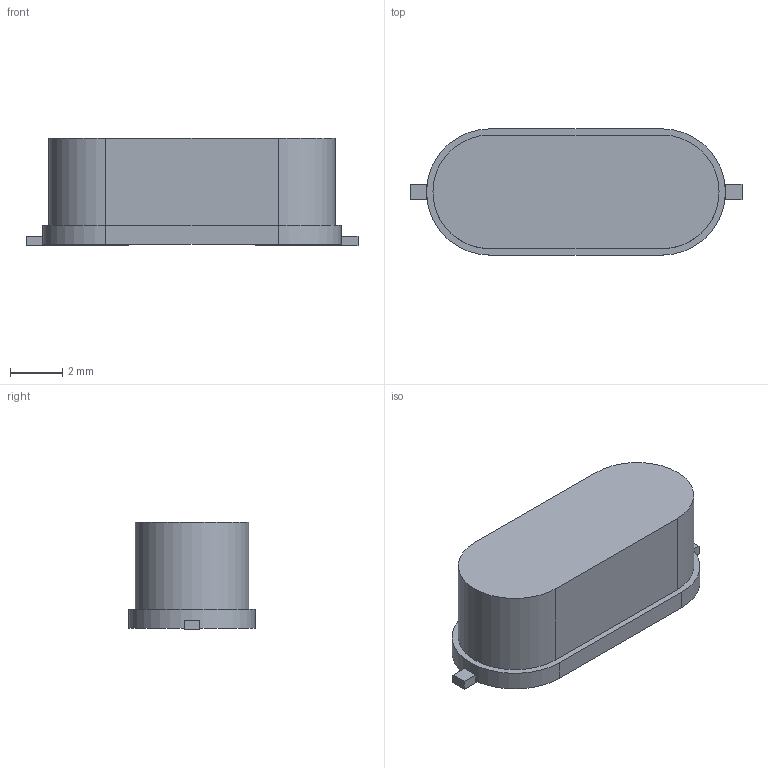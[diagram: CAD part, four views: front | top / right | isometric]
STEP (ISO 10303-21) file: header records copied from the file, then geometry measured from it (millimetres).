
FILE_DESCRIPTION(('STEP AP214'),'1');
FILE_NAME('ABLS_Series-M','2019-09-20T17:09:41',(''),(''),'','','');
FILE_SCHEMA(('AUTOMOTIVE_DESIGN'));
Length unit declared in the file: millimetre
Products named in the file (1): product
Bounding box: 12.7 x 4.83 x 4.12 mm (x, y, z)
Surface area: 309.6 mm2 (no closed solid volume)
Topology: 0 solids, 28 shells, 28 faces, 120 edges, 120 vertices
Faces by surface type: plane 24, cylinder 4
Entity records: 1398 total; most frequent: CARTESIAN_POINT 269, VERTEX_POINT 240, DIRECTION 194, ORIENTED_EDGE 120, EDGE_CURVE 120, LINE 104, VECTOR 104, AXIS2_PLACEMENT_3D 45
